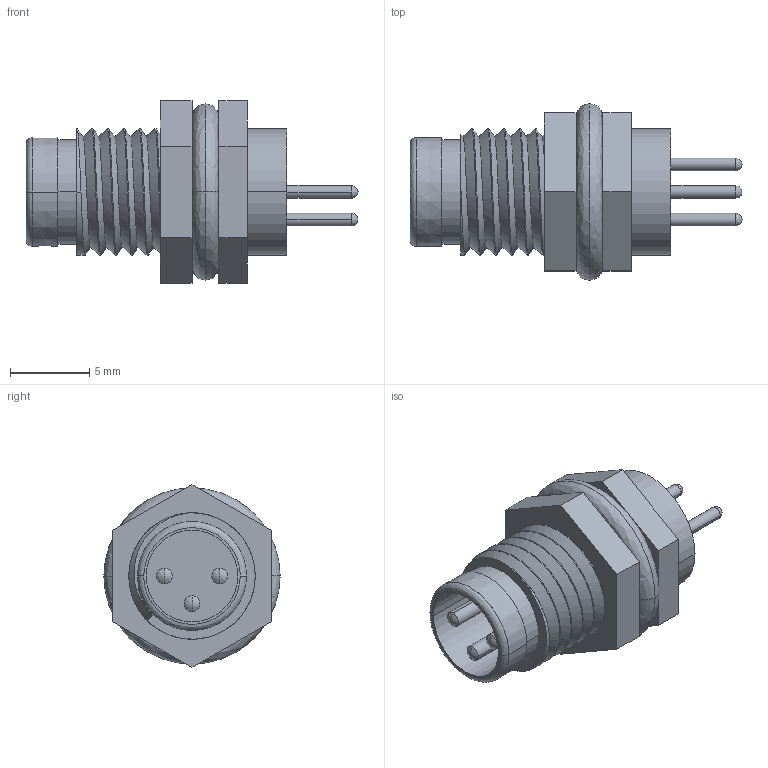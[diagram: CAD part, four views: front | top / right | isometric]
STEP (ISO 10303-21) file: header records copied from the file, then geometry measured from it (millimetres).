
FILE_DESCRIPTION (( 'STEP AP203' ), '1' );
FILE_NAME ('P51.STEP', '2020-03-30T07:58:10', ( 'edpusr' ), ( 'Microsoft' ), 'SwSTEP 2.0', 'SolidWorks 2015', '' );
FILE_SCHEMA (( 'CONFIG_CONTROL_DESIGN' ));
Length unit declared in the file: millimetre
Products named in the file (1): P51
Bounding box: 21 x 11.15 x 11.55 mm (x, y, z)
Volume: 837.9 mm3; surface area: 1014.2 mm2
Topology: 1 solids, 2 shells, 78 faces, 190 edges, 117 vertices
Faces by surface type: cylinder 30, plane 24, bspline 22, cone 2
Entity records: 4663 total; most frequent: CARTESIAN_POINT 2960, ORIENTED_EDGE 356, DIRECTION 314, EDGE_CURVE 178, AXIS2_PLACEMENT_3D 122, VERTEX_POINT 117, EDGE_LOOP 91, ADVANCED_FACE 78
